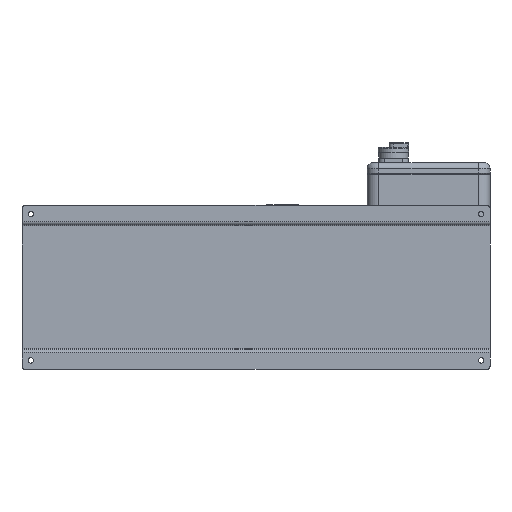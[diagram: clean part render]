
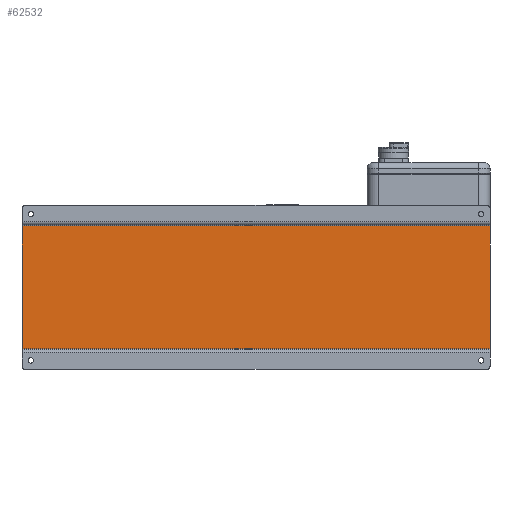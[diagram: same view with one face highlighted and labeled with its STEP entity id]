
A CAD part, front view. The second image highlights one B-rep face of the part: STEP entity #62532.
In plain terms, the highlighted planar face has unit normal (0, -1, 0).
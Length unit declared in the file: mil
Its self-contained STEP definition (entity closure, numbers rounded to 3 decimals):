
#520 = VERTEX_POINT ( 'NONE', #11864 ) ;
#4368 = LINE ( 'NONE', #20304, #57525 ) ;
#4417 = EDGE_LOOP ( 'NONE', ( #37347, #50970, #5969, #12977 ) ) ;
#5377 = VECTOR ( 'NONE', #15687, 39370.079 ) ;
#5969 = ORIENTED_EDGE ( 'NONE', *, *, #56635, .F. ) ;
#6407 = CARTESIAN_POINT ( 'NONE',  ( -17519.685, -433.071, 4133.858 ) ) ;
#8080 = EDGE_CURVE ( 'NONE', #13388, #520, #11085, .T. ) ;
#8944 = EDGE_CURVE ( 'NONE', #12050, #13388, #4368, .T. ) ;
#11085 = LINE ( 'NONE', #59314, #5377 ) ;
#11864 = CARTESIAN_POINT ( 'NONE',  ( -17519.685, -433.071, -4133.858 ) ) ;
#12050 = VERTEX_POINT ( 'NONE', #25028 ) ;
#12760 = CARTESIAN_POINT ( 'NONE',  ( 13976.378, -433.071, -4133.858 ) ) ;
#12977 = ORIENTED_EDGE ( 'NONE', *, *, #8944, .T. ) ;
#13388 = VERTEX_POINT ( 'NONE', #6407 ) ;
#15687 = DIRECTION ( 'NONE',  ( 0., 0., -1. ) ) ;
#18573 = AXIS2_PLACEMENT_3D ( 'NONE', #25492, #30781, #62397 ) ;
#19886 = DIRECTION ( 'NONE',  ( 0., 0., -1. ) ) ;
#20024 = VERTEX_POINT ( 'NONE', #43151 ) ;
#20304 = CARTESIAN_POINT ( 'NONE',  ( 13976.378, -433.071, 4133.858 ) ) ;
#24397 = EDGE_CURVE ( 'NONE', #20024, #520, #30107, .T. ) ;
#25028 = CARTESIAN_POINT ( 'NONE',  ( 13976.378, -433.071, 4133.858 ) ) ;
#25492 = CARTESIAN_POINT ( 'NONE',  ( 13976.378, -433.071, -4133.858 ) ) ;
#30107 = LINE ( 'NONE', #12760, #66426 ) ;
#30781 = DIRECTION ( 'NONE',  ( 0., 1., 0. ) ) ;
#36589 = DIRECTION ( 'NONE',  ( -1., 0., 0. ) ) ;
#37347 = ORIENTED_EDGE ( 'NONE', *, *, #8080, .T. ) ;
#38567 = VECTOR ( 'NONE', #19886, 39370.079 ) ;
#43151 = CARTESIAN_POINT ( 'NONE',  ( 13976.378, -433.071, -4133.858 ) ) ;
#50970 = ORIENTED_EDGE ( 'NONE', *, *, #24397, .F. ) ;
#53234 = CARTESIAN_POINT ( 'NONE',  ( 13976.378, -433.071, 4133.858 ) ) ;
#56402 = DIRECTION ( 'NONE',  ( -1., 0., 0. ) ) ;
#56635 = EDGE_CURVE ( 'NONE', #12050, #20024, #58561, .T. ) ;
#57525 = VECTOR ( 'NONE', #36589, 39370.079 ) ;
#58561 = LINE ( 'NONE', #53234, #38567 ) ;
#59314 = CARTESIAN_POINT ( 'NONE',  ( -17519.685, -433.071, -4133.858 ) ) ;
#61694 = PLANE ( 'NONE',  #18573 ) ;
#62397 = DIRECTION ( 'NONE',  ( 1., 0., 0. ) ) ;
#62532 = ADVANCED_FACE ( 'NONE', ( #68434 ), #61694, .F. ) ;
#66426 = VECTOR ( 'NONE', #56402, 39370.079 ) ;
#68434 = FACE_OUTER_BOUND ( 'NONE', #4417, .T. ) ;
